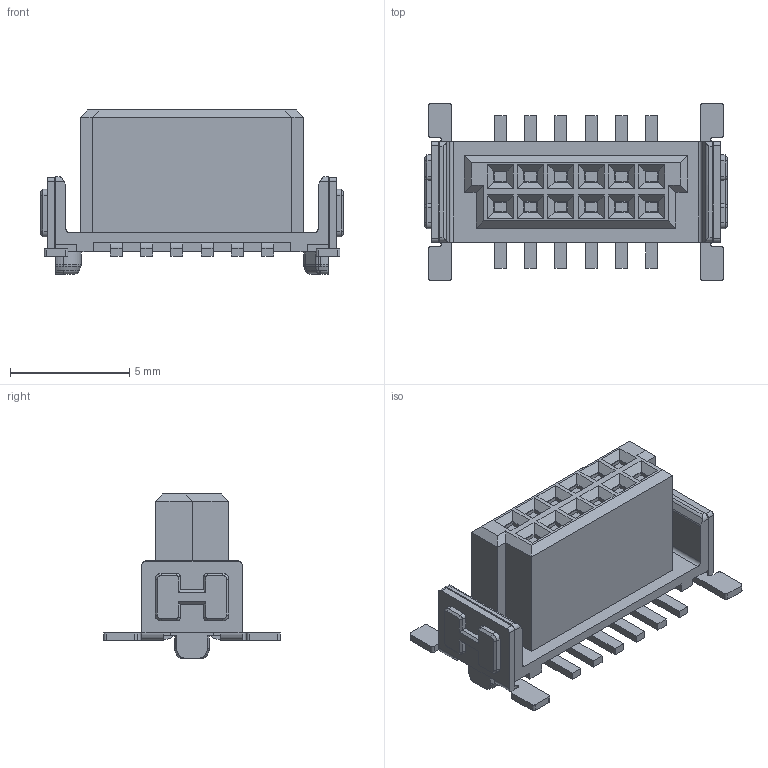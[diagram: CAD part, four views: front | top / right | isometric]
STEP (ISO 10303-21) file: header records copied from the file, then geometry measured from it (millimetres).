
FILE_DESCRIPTION(('CATIA V5 STEP Exchange','CAx-IF Rec.Pracs.--- Model Styling and Organization---1.4--- 2014-01-23'),'2;1');
FILE_NAME ('D1463906_0_2747250000_2747250000.stp','2020-10-05T08:15:36+00:00',('none'),('Weidmueller'),'CATIA Version 5-6 Release 2016 SP3 HF44','CATIA V5 STEP AP214','none');
FILE_SCHEMA(('AUTOMOTIVE_DESIGN { 1 0 10303 214 1 1 1 1 }'));
Length unit declared in the file: millimetre
Products named in the file (1): 2747250000
Bounding box: 12.7 x 7.4 x 6.88 mm (x, y, z)
Volume: 193 mm3; surface area: 510.7 mm2
Topology: 17 solids, 17 shells, 649 faces, 1651 edges, 1063 vertices
Faces by surface type: plane 393, cylinder 146, torus 40, bspline 40, cone 22, sphere 8
Entity records: 23563 total; most frequent: CARTESIAN_POINT 8221, ORIENTED_EDGE 3302, DIRECTION 2597, EDGE_CURVE 1651, VECTOR 1148, LINE 1148, VERTEX_POINT 1063, AXIS2_PLACEMENT_3D 886
